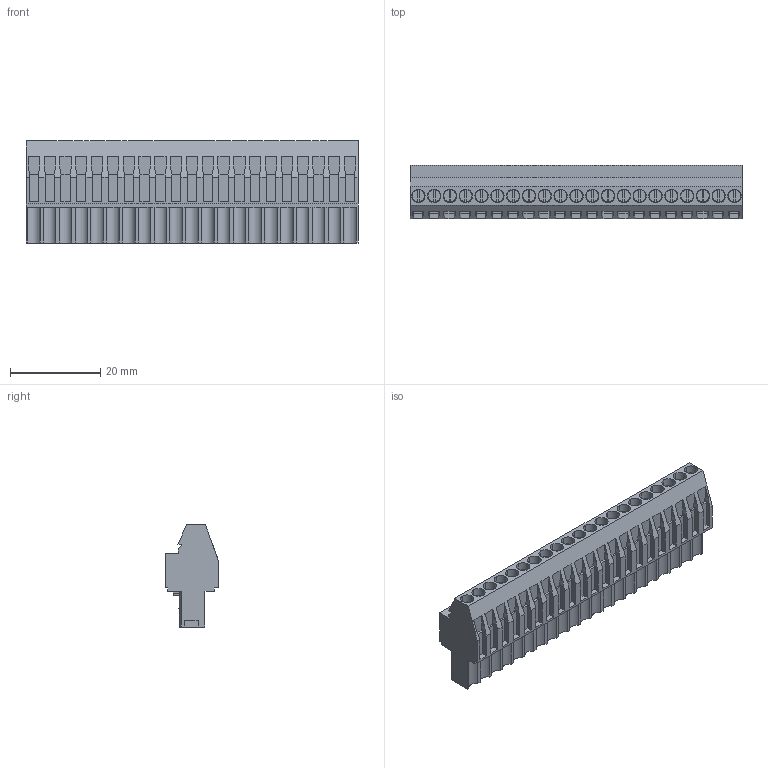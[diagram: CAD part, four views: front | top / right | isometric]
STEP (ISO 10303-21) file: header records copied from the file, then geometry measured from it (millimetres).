
FILE_DESCRIPTION(('CATIA V5 STEP Exchange','CAx-IF Rec.Pracs.--- Model Styling and Organization---1.2---2011-12-15'),'2;1');
FILE_NAME ('D1454025_0_1638740000_1638740000.stp','2017-04-18T06:27:01+00:00',('none'),('Weidmueller'),'CATIA Version 5-6 Release 2014','CATIA V5 STEP AP214','none');
FILE_SCHEMA(('AUTOMOTIVE_DESIGN { 1 0 10303 214 1 1 1 1 }'));
Length unit declared in the file: millimetre
Products named in the file (1): 1638740000
Bounding box: 73.5 x 11.83 x 22.6 mm (x, y, z)
Volume: 11307.3 mm3; surface area: 8408.8 mm2
Topology: 22 solids, 22 shells, 1198 faces, 3310 edges, 2240 vertices
Faces by surface type: plane 1030, cylinder 168
Entity records: 35319 total; most frequent: ORIENTED_EDGE 6620, CARTESIAN_POINT 6531, DIRECTION 4724, EDGE_CURVE 3310, VECTOR 2764, LINE 2764, VERTEX_POINT 2240, EDGE_LOOP 1282
